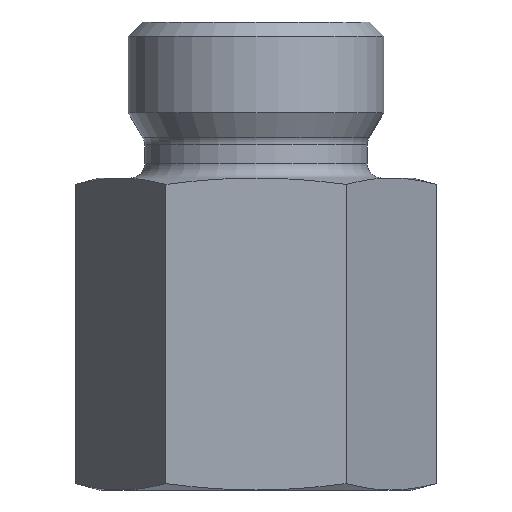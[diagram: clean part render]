
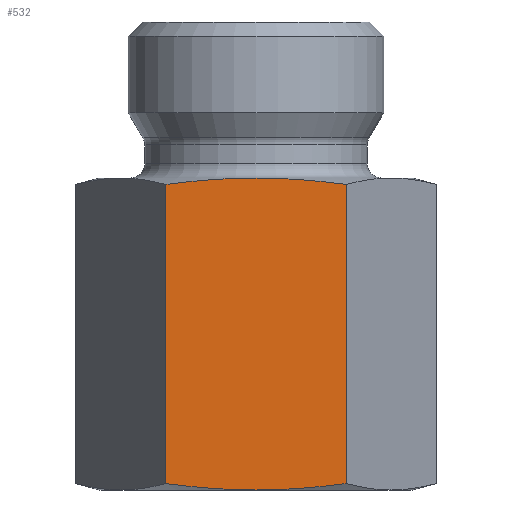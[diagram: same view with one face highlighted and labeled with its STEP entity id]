
A CAD part, left-side view. The second image highlights one B-rep face of the part: STEP entity #532.
In plain terms, the highlighted planar face has unit normal (-1, 0, 0).
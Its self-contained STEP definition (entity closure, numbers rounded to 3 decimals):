
#73=CARTESIAN_POINT('',(-11.,-6.351,0.456));
#74=VERTEX_POINT('',#73);
#90=CARTESIAN_POINT('',(-11.,0.,0.0));
#91=VERTEX_POINT('',#90);
#92=CARTESIAN_POINT('',(-11.,0.,0.0));
#93=CARTESIAN_POINT('',(-11.,-2.947,0.));
#94=CARTESIAN_POINT('',(-11.,-6.351,0.456));
#102=(BOUNDED_CURVE()B_SPLINE_CURVE(2,(#92,#93,#94),.UNSPECIFIED.,.F.,.U.)B_SPLINE_CURVE_WITH_KNOTS((3,3),(0.829,1.487),.UNSPECIFIED.)CURVE()GEOMETRIC_REPRESENTATION_ITEM()RATIONAL_B_SPLINE_CURVE((1.0,1.048,1.02))REPRESENTATION_ITEM(''));
#103=EDGE_CURVE('',#91,#74,#102,.T.);
#300=CARTESIAN_POINT('',(-11.,6.351,0.456));
#301=VERTEX_POINT('',#300);
#322=CARTESIAN_POINT('',(-11.,6.351,0.456));
#323=CARTESIAN_POINT('',(-11.,2.947,0.));
#324=CARTESIAN_POINT('',(-11.,0.,0.0));
#332=(BOUNDED_CURVE()B_SPLINE_CURVE(2,(#322,#323,#324),.UNSPECIFIED.,.F.,.U.)B_SPLINE_CURVE_WITH_KNOTS((3,3),(0.17,0.829),.UNSPECIFIED.)CURVE()GEOMETRIC_REPRESENTATION_ITEM()RATIONAL_B_SPLINE_CURVE((1.02,1.048,1.0))REPRESENTATION_ITEM(''));
#333=EDGE_CURVE('',#301,#91,#332,.T.);
#446=CARTESIAN_POINT('',(-11.,6.351,21.544));
#447=VERTEX_POINT('',#446);
#448=CARTESIAN_POINT('',(-11.,6.351,0.456));
#449=DIRECTION('',(0.0,0.0,1.0));
#450=VECTOR('',#449,21.088);
#451=LINE('',#448,#450);
#452=EDGE_CURVE('',#301,#447,#451,.T.);
#486=CARTESIAN_POINT('',(-11.,-6.351,0.0));
#487=DIRECTION('',(-1.0,0.0,0.0));
#488=DIRECTION('',(0.0,0.0,1.0));
#489=AXIS2_PLACEMENT_3D('',#486,#487,#488);
#490=PLANE('',#489);
#491=ORIENTED_EDGE('',*,*,#333,.T.);
#492=ORIENTED_EDGE('',*,*,#103,.T.);
#493=CARTESIAN_POINT('',(-11.,-6.351,21.544));
#494=VERTEX_POINT('',#493);
#495=CARTESIAN_POINT('',(-11.,-6.351,0.456));
#496=DIRECTION('',(0.0,0.0,1.0));
#497=VECTOR('',#496,21.088);
#498=LINE('',#495,#497);
#499=EDGE_CURVE('',#74,#494,#498,.T.);
#500=ORIENTED_EDGE('',*,*,#499,.T.);
#501=CARTESIAN_POINT('',(-11.,0.,22.0));
#502=VERTEX_POINT('',#501);
#503=CARTESIAN_POINT('',(-11.,-6.351,21.544));
#504=CARTESIAN_POINT('',(-11.,-2.947,22.));
#505=CARTESIAN_POINT('',(-11.,0.,22.0));
#513=(BOUNDED_CURVE()B_SPLINE_CURVE(2,(#503,#504,#505),.UNSPECIFIED.,.F.,.U.)B_SPLINE_CURVE_WITH_KNOTS((3,3),(0.17,0.829),.UNSPECIFIED.)CURVE()GEOMETRIC_REPRESENTATION_ITEM()RATIONAL_B_SPLINE_CURVE((1.02,1.048,1.0))REPRESENTATION_ITEM(''));
#514=EDGE_CURVE('',#494,#502,#513,.T.);
#515=ORIENTED_EDGE('',*,*,#514,.T.);
#516=CARTESIAN_POINT('',(-11.,0.,22.0));
#517=CARTESIAN_POINT('',(-11.,2.947,22.));
#518=CARTESIAN_POINT('',(-11.,6.351,21.544));
#526=(BOUNDED_CURVE()B_SPLINE_CURVE(2,(#516,#517,#518),.UNSPECIFIED.,.F.,.U.)B_SPLINE_CURVE_WITH_KNOTS((3,3),(0.829,1.487),.UNSPECIFIED.)CURVE()GEOMETRIC_REPRESENTATION_ITEM()RATIONAL_B_SPLINE_CURVE((1.0,1.048,1.02))REPRESENTATION_ITEM(''));
#527=EDGE_CURVE('',#502,#447,#526,.T.);
#528=ORIENTED_EDGE('',*,*,#527,.T.);
#529=ORIENTED_EDGE('',*,*,#452,.F.);
#530=EDGE_LOOP('',(#491,#492,#500,#515,#528,#529));
#531=FACE_OUTER_BOUND('',#530,.T.);
#532=ADVANCED_FACE('',(#531),#490,.T.);
